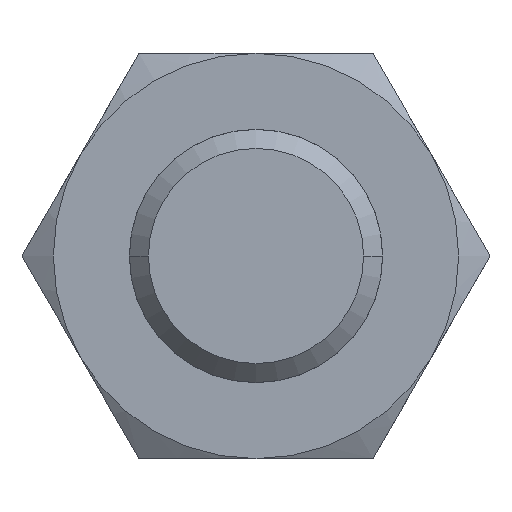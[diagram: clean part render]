
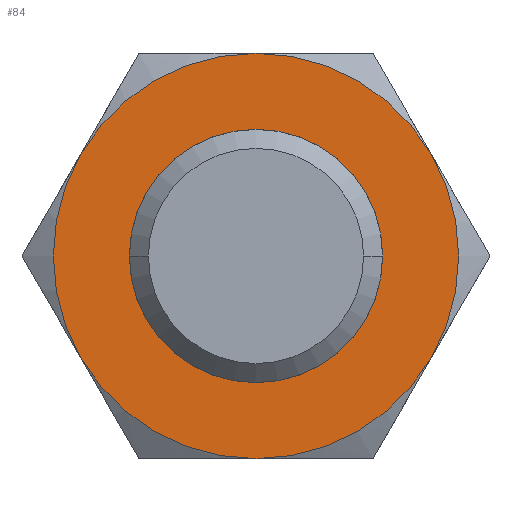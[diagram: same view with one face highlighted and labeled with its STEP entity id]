
A CAD part, front view. The second image highlights one B-rep face of the part: STEP entity #84.
In plain terms, the highlighted planar face has unit normal (0, -1, 0).
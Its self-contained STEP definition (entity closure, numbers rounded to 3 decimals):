
#14 = DIRECTION ( 'NONE',  ( 0., 1., 0. ) ) ;
#38 = CARTESIAN_POINT ( 'NONE',  ( 0., 0., 0. ) ) ;
#68 = DIRECTION ( 'NONE',  ( 0., 1., 0. ) ) ;
#73 = ORIENTED_EDGE ( 'NONE', *, *, #358, .F. ) ;
#77 = CARTESIAN_POINT ( 'NONE',  ( 0., 0., 0. ) ) ;
#80 = EDGE_CURVE ( 'NONE', #320, #964, #972, .T. ) ;
#81 = VERTEX_POINT ( 'NONE', #522 ) ;
#84 = ADVANCED_FACE ( 'NONE', ( #446, #986 ), #433, .F. ) ;
#85 = EDGE_CURVE ( 'NONE', #785, #788, #606, .T. ) ;
#99 = ORIENTED_EDGE ( 'NONE', *, *, #906, .F. ) ;
#104 = CARTESIAN_POINT ( 'NONE',  ( 0., 0., -8. ) ) ;
#107 = DIRECTION ( 'NONE',  ( -1., 0., 0. ) ) ;
#118 = DIRECTION ( 'NONE',  ( -1., 0., 0. ) ) ;
#123 = AXIS2_PLACEMENT_3D ( 'NONE', #1046, #509, #881 ) ;
#128 = ORIENTED_EDGE ( 'NONE', *, *, #80, .F. ) ;
#137 = CARTESIAN_POINT ( 'NONE',  ( 0., 0., 0. ) ) ;
#151 = EDGE_CURVE ( 'NONE', #964, #410, #993, .T. ) ;
#158 = DIRECTION ( 'NONE',  ( 0., 1., 0. ) ) ;
#161 = CIRCLE ( 'NONE', #991, 5. ) ;
#163 = AXIS2_PLACEMENT_3D ( 'NONE', #77, #268, #711 ) ;
#166 = AXIS2_PLACEMENT_3D ( 'NONE', #748, #482, #107 ) ;
#183 = AXIS2_PLACEMENT_3D ( 'NONE', #631, #68, #1073 ) ;
#205 = EDGE_CURVE ( 'NONE', #81, #974, #780, .T. ) ;
#268 = DIRECTION ( 'NONE',  ( 0., 1., 0. ) ) ;
#314 = DIRECTION ( 'NONE',  ( 0., 1., 0. ) ) ;
#319 = DIRECTION ( 'NONE',  ( -1., 0., 0. ) ) ;
#320 = VERTEX_POINT ( 'NONE', #388 ) ;
#324 = EDGE_LOOP ( 'NONE', ( #401, #428 ) ) ;
#327 = EDGE_LOOP ( 'NONE', ( #892, #128, #99, #73, #871, #447, #953 ) ) ;
#335 = CIRCLE ( 'NONE', #123, 8. ) ;
#348 = DIRECTION ( 'NONE',  ( 0., 1., 0. ) ) ;
#358 = EDGE_CURVE ( 'NONE', #974, #1131, #1014, .T. ) ;
#383 = EDGE_CURVE ( 'NONE', #743, #81, #649, .T. ) ;
#388 = CARTESIAN_POINT ( 'NONE',  ( -8., 0., 0. ) ) ;
#389 = EDGE_CURVE ( 'NONE', #410, #743, #335, .T. ) ;
#398 = AXIS2_PLACEMENT_3D ( 'NONE', #38, #766, #1156 ) ;
#401 = ORIENTED_EDGE ( 'NONE', *, *, #85, .T. ) ;
#410 = VERTEX_POINT ( 'NONE', #1005 ) ;
#423 = CARTESIAN_POINT ( 'NONE',  ( 6.928, 0., 4. ) ) ;
#428 = ORIENTED_EDGE ( 'NONE', *, *, #754, .T. ) ;
#433 = PLANE ( 'NONE',  #183 ) ;
#446 = FACE_OUTER_BOUND ( 'NONE', #327, .T. ) ;
#447 = ORIENTED_EDGE ( 'NONE', *, *, #383, .F. ) ;
#477 = AXIS2_PLACEMENT_3D ( 'NONE', #1077, #348, #1085 ) ;
#482 = DIRECTION ( 'NONE',  ( 0., 1., 0. ) ) ;
#497 = CARTESIAN_POINT ( 'NONE',  ( 5., 0., 0. ) ) ;
#509 = DIRECTION ( 'NONE',  ( 0., 1., 0. ) ) ;
#522 = CARTESIAN_POINT ( 'NONE',  ( 6.928, 0., -4. ) ) ;
#527 = DIRECTION ( 'NONE',  ( -1., 0., 0. ) ) ;
#545 = CARTESIAN_POINT ( 'NONE',  ( -6.928, 0., 4. ) ) ;
#546 = AXIS2_PLACEMENT_3D ( 'NONE', #959, #973, #319 ) ;
#595 = CARTESIAN_POINT ( 'NONE',  ( -5., 0., 0. ) ) ;
#606 = CIRCLE ( 'NONE', #756, 5. ) ;
#626 = CARTESIAN_POINT ( 'NONE',  ( 0., 0., 0. ) ) ;
#631 = CARTESIAN_POINT ( 'NONE',  ( 8., 0., 0. ) ) ;
#649 = CIRCLE ( 'NONE', #398, 8. ) ;
#692 = CARTESIAN_POINT ( 'NONE',  ( 0., 0., 0. ) ) ;
#711 = DIRECTION ( 'NONE',  ( -1., 0., 0. ) ) ;
#743 = VERTEX_POINT ( 'NONE', #423 ) ;
#748 = CARTESIAN_POINT ( 'NONE',  ( 0., 0., 0. ) ) ;
#754 = EDGE_CURVE ( 'NONE', #788, #785, #161, .T. ) ;
#756 = AXIS2_PLACEMENT_3D ( 'NONE', #626, #158, #527 ) ;
#766 = DIRECTION ( 'NONE',  ( 0., 1., 0. ) ) ;
#780 = CIRCLE ( 'NONE', #166, 8. ) ;
#785 = VERTEX_POINT ( 'NONE', #595 ) ;
#788 = VERTEX_POINT ( 'NONE', #497 ) ;
#823 = AXIS2_PLACEMENT_3D ( 'NONE', #137, #14, #1145 ) ;
#871 = ORIENTED_EDGE ( 'NONE', *, *, #205, .F. ) ;
#881 = DIRECTION ( 'NONE',  ( -1., 0., 0. ) ) ;
#892 = ORIENTED_EDGE ( 'NONE', *, *, #151, .F. ) ;
#906 = EDGE_CURVE ( 'NONE', #1131, #320, #960, .T. ) ;
#953 = ORIENTED_EDGE ( 'NONE', *, *, #389, .F. ) ;
#959 = CARTESIAN_POINT ( 'NONE',  ( 0., 0., 0. ) ) ;
#960 = CIRCLE ( 'NONE', #477, 8. ) ;
#964 = VERTEX_POINT ( 'NONE', #545 ) ;
#972 = CIRCLE ( 'NONE', #163, 8. ) ;
#973 = DIRECTION ( 'NONE',  ( 0., 1., 0. ) ) ;
#974 = VERTEX_POINT ( 'NONE', #104 ) ;
#986 = FACE_BOUND ( 'NONE', #324, .T. ) ;
#991 = AXIS2_PLACEMENT_3D ( 'NONE', #692, #314, #118 ) ;
#993 = CIRCLE ( 'NONE', #823, 8. ) ;
#1005 = CARTESIAN_POINT ( 'NONE',  ( 0., 0., 8. ) ) ;
#1014 = CIRCLE ( 'NONE', #546, 8. ) ;
#1016 = CARTESIAN_POINT ( 'NONE',  ( -6.928, 0., -4. ) ) ;
#1046 = CARTESIAN_POINT ( 'NONE',  ( 0., 0., 0. ) ) ;
#1073 = DIRECTION ( 'NONE',  ( -1., 0., 0. ) ) ;
#1077 = CARTESIAN_POINT ( 'NONE',  ( 0., 0., 0. ) ) ;
#1085 = DIRECTION ( 'NONE',  ( -1., 0., 0. ) ) ;
#1131 = VERTEX_POINT ( 'NONE', #1016 ) ;
#1145 = DIRECTION ( 'NONE',  ( -1., 0., 0. ) ) ;
#1156 = DIRECTION ( 'NONE',  ( -1., 0., 0. ) ) ;
